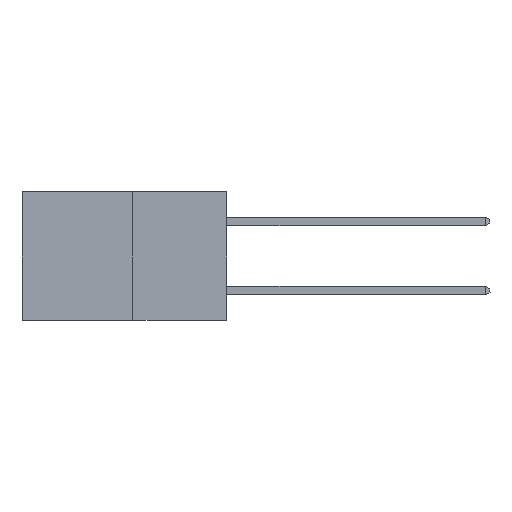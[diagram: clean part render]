
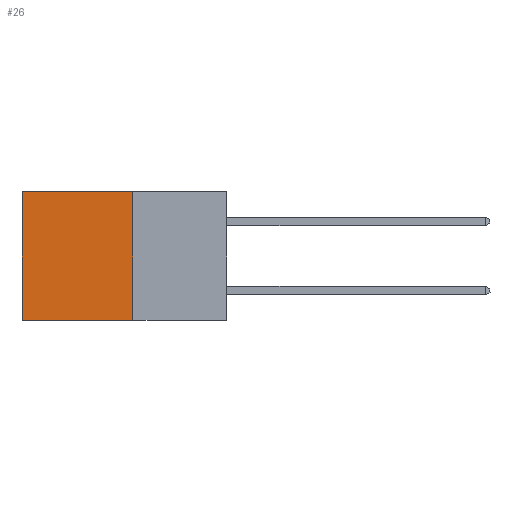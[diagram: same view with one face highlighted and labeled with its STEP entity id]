
A CAD part, left-side view. The second image highlights one B-rep face of the part: STEP entity #26.
In plain terms, the highlighted planar face has unit normal (-1, 0, 0).
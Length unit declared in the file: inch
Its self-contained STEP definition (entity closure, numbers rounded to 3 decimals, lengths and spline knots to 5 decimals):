
#26 = ADVANCED_FACE ( 'NONE', ( #3593 ), #9865, .F. ) ;
#881 = LINE ( 'NONE', #2871, #9289 ) ;
#2524 = EDGE_CURVE ( 'NONE', #8556, #8961, #22458, .T. ) ;
#2871 = CARTESIAN_POINT ( 'NONE',  ( 0.277, 0.27, -0.37 ) ) ;
#2885 = CARTESIAN_POINT ( 'NONE',  ( 0.277, 0.59, 0. ) ) ;
#3005 = CARTESIAN_POINT ( 'NONE',  ( 0.277, 0.59, -0.37 ) ) ;
#3593 = FACE_OUTER_BOUND ( 'NONE', #10853, .T. ) ;
#5475 = EDGE_CURVE ( 'NONE', #8961, #19774, #9928, .T. ) ;
#6464 = EDGE_CURVE ( 'NONE', #19941, #19774, #9316, .T. ) ;
#8556 = VERTEX_POINT ( 'NONE', #17867 ) ;
#8961 = VERTEX_POINT ( 'NONE', #2885 ) ;
#9289 = VECTOR ( 'NONE', #9982, 39.37008 ) ;
#9316 = LINE ( 'NONE', #16763, #22419 ) ;
#9865 = PLANE ( 'NONE',  #13819 ) ;
#9928 = LINE ( 'NONE', #3005, #15748 ) ;
#9982 = DIRECTION ( 'NONE',  ( 0., 0., -1. ) ) ;
#10349 = ORIENTED_EDGE ( 'NONE', *, *, #5475, .T. ) ;
#10831 = CARTESIAN_POINT ( 'NONE',  ( 0.277, 0.27, 0. ) ) ;
#10853 = EDGE_LOOP ( 'NONE', ( #10349, #21357, #14636, #19576 ) ) ;
#11656 = DIRECTION ( 'NONE',  ( 0., 0., -1. ) ) ;
#12527 = DIRECTION ( 'NONE',  ( 0., 0., -1. ) ) ;
#13102 = CARTESIAN_POINT ( 'NONE',  ( 0.277, 0.27, -0.37 ) ) ;
#13171 = DIRECTION ( 'NONE',  ( 1., 0., 0. ) ) ;
#13595 = CARTESIAN_POINT ( 'NONE',  ( 0.277, 0.59, -0.37 ) ) ;
#13819 = AXIS2_PLACEMENT_3D ( 'NONE', #13102, #13171, #11656 ) ;
#14058 = CARTESIAN_POINT ( 'NONE',  ( 0.277, 0.27, -0.37 ) ) ;
#14636 = ORIENTED_EDGE ( 'NONE', *, *, #17145, .F. ) ;
#15748 = VECTOR ( 'NONE', #12527, 39.37008 ) ;
#16763 = CARTESIAN_POINT ( 'NONE',  ( 0.277, 0.27, -0.37 ) ) ;
#17145 = EDGE_CURVE ( 'NONE', #8556, #19941, #881, .T. ) ;
#17718 = VECTOR ( 'NONE', #17963, 39.37008 ) ;
#17867 = CARTESIAN_POINT ( 'NONE',  ( 0.277, 0.27, 0. ) ) ;
#17963 = DIRECTION ( 'NONE',  ( 0., 1., 0. ) ) ;
#18588 = DIRECTION ( 'NONE',  ( 0., 1., 0. ) ) ;
#19576 = ORIENTED_EDGE ( 'NONE', *, *, #2524, .T. ) ;
#19774 = VERTEX_POINT ( 'NONE', #13595 ) ;
#19941 = VERTEX_POINT ( 'NONE', #14058 ) ;
#21357 = ORIENTED_EDGE ( 'NONE', *, *, #6464, .F. ) ;
#22419 = VECTOR ( 'NONE', #18588, 39.37008 ) ;
#22458 = LINE ( 'NONE', #10831, #17718 ) ;
